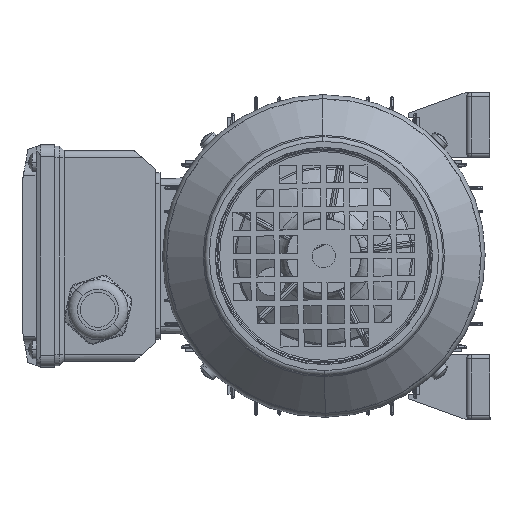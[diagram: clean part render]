
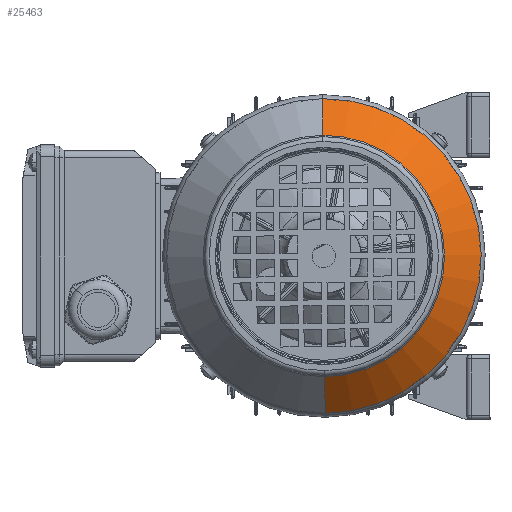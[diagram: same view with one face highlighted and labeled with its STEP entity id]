
A CAD part, left-side view. The second image highlights one B-rep face of the part: STEP entity #25463.
In plain terms, the highlighted conical face has half-angle 45 degrees and reference radius 51.586 mm.
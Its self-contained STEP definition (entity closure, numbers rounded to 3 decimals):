
#5692 = AXIS2_PLACEMENT_3D ( 'NONE', #51893, #52583, #95359 ) ;
#6622 = DIRECTION ( 'NONE',  ( 0., 0., 1. ) ) ;
#6798 = DIRECTION ( 'NONE',  ( 0., 0., 1. ) ) ;
#11422 = CARTESIAN_POINT ( 'NONE',  ( 69.414, 0., 51.586 ) ) ;
#13750 = EDGE_CURVE ( 'NONE', #68216, #108419, #72868, .T. ) ;
#17321 = CARTESIAN_POINT ( 'NONE',  ( 69.414, 0., 0. ) ) ;
#24376 = DIRECTION ( 'NONE',  ( -0.707, 0., -0.707 ) ) ;
#25463 = ADVANCED_FACE ( 'NONE', ( #70632 ), #59578, .T. ) ;
#26320 = EDGE_LOOP ( 'NONE', ( #70447, #87851, #66241, #55978 ) ) ;
#34868 = CARTESIAN_POINT ( 'NONE',  ( 69.414, 0., 0. ) ) ;
#34894 = CARTESIAN_POINT ( 'NONE',  ( 69.414, 0., -51.586 ) ) ;
#41635 = LINE ( 'NONE', #11422, #78395 ) ;
#51475 = DIRECTION ( 'NONE',  ( -0.707, 0., 0.707 ) ) ;
#51893 = CARTESIAN_POINT ( 'NONE',  ( 53.749, 0., 0. ) ) ;
#52583 = DIRECTION ( 'NONE',  ( -1., 0., 0. ) ) ;
#53417 = EDGE_CURVE ( 'NONE', #113641, #72655, #116577, .T. ) ;
#55978 = ORIENTED_EDGE ( 'NONE', *, *, #13750, .F. ) ;
#59578 = CONICAL_SURFACE ( 'NONE', #137874, 51.586, 0.785 ) ;
#66241 = ORIENTED_EDGE ( 'NONE', *, *, #134706, .T. ) ;
#66486 = LINE ( 'NONE', #34894, #129794 ) ;
#68216 = VERTEX_POINT ( 'NONE', #97761 ) ;
#70447 = ORIENTED_EDGE ( 'NONE', *, *, #134474, .F. ) ;
#70632 = FACE_OUTER_BOUND ( 'NONE', #26320, .T. ) ;
#72655 = VERTEX_POINT ( 'NONE', #120511 ) ;
#72868 = CIRCLE ( 'NONE', #5692, 67.251 ) ;
#75847 = CARTESIAN_POINT ( 'NONE',  ( 69.414, 0., -51.586 ) ) ;
#78395 = VECTOR ( 'NONE', #51475, 1000. ) ;
#87851 = ORIENTED_EDGE ( 'NONE', *, *, #53417, .T. ) ;
#95359 = DIRECTION ( 'NONE',  ( 0., 0., 1. ) ) ;
#97761 = CARTESIAN_POINT ( 'NONE',  ( 53.749, 0., -67.251 ) ) ;
#100086 = DIRECTION ( 'NONE',  ( -1., 0., 0. ) ) ;
#108419 = VERTEX_POINT ( 'NONE', #128016 ) ;
#113641 = VERTEX_POINT ( 'NONE', #75847 ) ;
#116577 = CIRCLE ( 'NONE', #123285, 51.586 ) ;
#120511 = CARTESIAN_POINT ( 'NONE',  ( 69.414, 0., 51.586 ) ) ;
#122463 = DIRECTION ( 'NONE',  ( -1., 0., 0. ) ) ;
#123285 = AXIS2_PLACEMENT_3D ( 'NONE', #34868, #100086, #6622 ) ;
#128016 = CARTESIAN_POINT ( 'NONE',  ( 53.749, 0., 67.251 ) ) ;
#129794 = VECTOR ( 'NONE', #24376, 1000. ) ;
#134474 = EDGE_CURVE ( 'NONE', #113641, #68216, #66486, .T. ) ;
#134706 = EDGE_CURVE ( 'NONE', #72655, #108419, #41635, .T. ) ;
#137874 = AXIS2_PLACEMENT_3D ( 'NONE', #17321, #122463, #6798 ) ;
